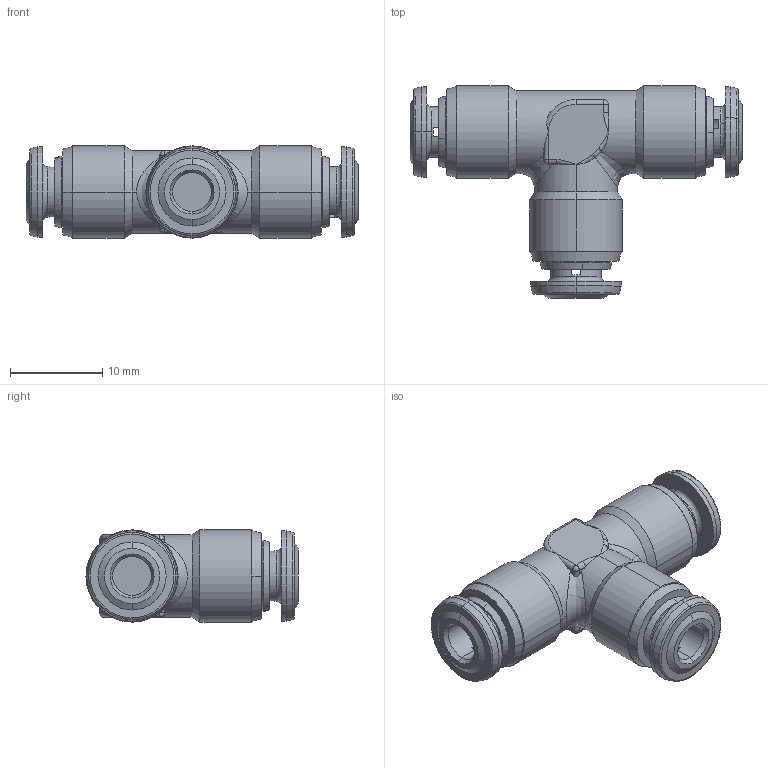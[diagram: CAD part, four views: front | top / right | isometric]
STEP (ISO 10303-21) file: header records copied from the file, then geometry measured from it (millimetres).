
FILE_DESCRIPTION (( 'STEP AP214' ), '1' );
FILE_NAME ('6023000001.step', '2012-10-16T16:35:10', ( '' ), ( '' ), 'SwSTEP 2.0', 'SolidWorks 2012', '' );
FILE_SCHEMA (( 'AUTOMOTIVE_DESIGN' ));
Length unit declared in the file: millimetre
Products named in the file (1): 6023000001
Bounding box: 36 x 23 x 10 mm (x, y, z)
Volume: 3134.7 mm3; surface area: 2099.3 mm2
Topology: 1 solids, 1 shells, 186 faces, 443 edges, 256 vertices
Faces by surface type: cone 54, cylinder 50, plane 46, torus 22, bspline 10, sphere 4
Entity records: 7789 total; most frequent: CARTESIAN_POINT 1410, DIRECTION 975, ORIENTED_EDGE 862, EDGE_CURVE 431, AXIS2_PLACEMENT_3D 405, VERTEX_POINT 256, CIRCLE 228, EDGE_LOOP 207
